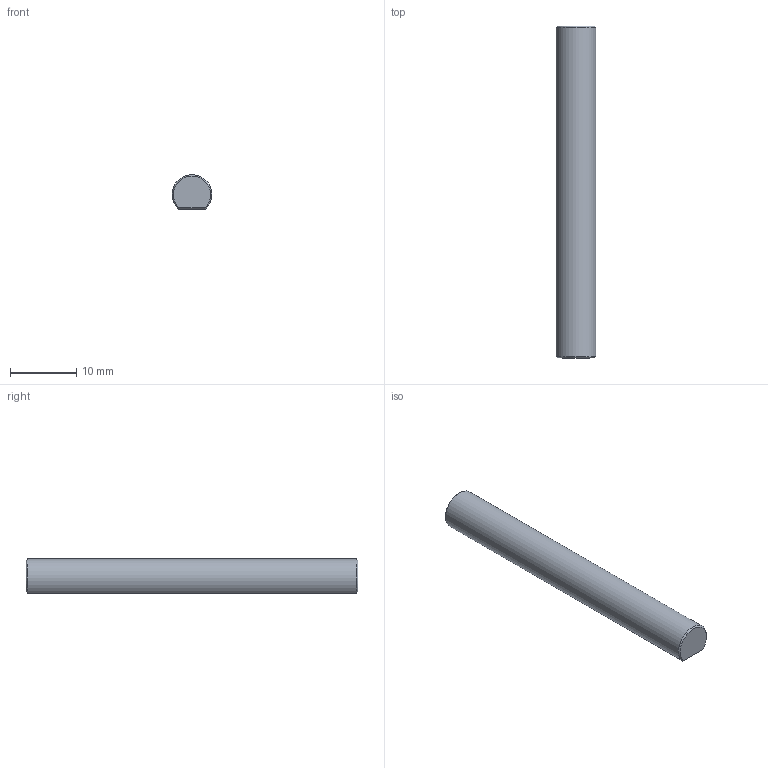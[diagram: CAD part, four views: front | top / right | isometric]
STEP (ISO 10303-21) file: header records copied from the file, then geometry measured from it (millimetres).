
FILE_DESCRIPTION (( 'STEP AP214' ), '1' );
FILE_NAME ('10-6050.STEP', '2025-08-25T09:05:08', ( '' ), ( '' ), 'SwSTEP 2.0', 'SolidWorks 2025', '' );
FILE_SCHEMA (( 'AUTOMOTIVE_DESIGN' ));
Length unit declared in the file: millimetre
Products named in the file (1): 10-6050
Bounding box: 6 x 50 x 5.2 mm (x, y, z)
Volume: 1300.9 mm3; surface area: 969.8 mm2
Topology: 1 solids, 1 shells, 9 faces, 17 edges, 10 vertices
Faces by surface type: plane 5, cone 3, cylinder 1
Entity records: 252 total; most frequent: CARTESIAN_POINT 49, DIRECTION 39, ORIENTED_EDGE 34, EDGE_CURVE 17, AXIS2_PLACEMENT_3D 16, VERTEX_POINT 10, ADVANCED_FACE 9, FACE_OUTER_BOUND 9
